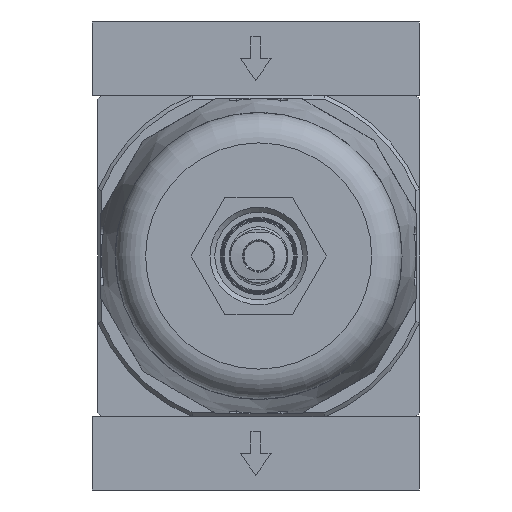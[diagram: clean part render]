
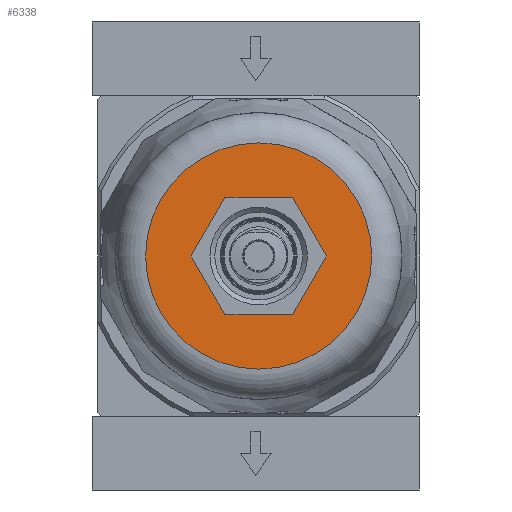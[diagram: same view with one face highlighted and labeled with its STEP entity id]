
A CAD part, front view. The second image highlights one B-rep face of the part: STEP entity #6338.
In plain terms, the highlighted planar face has unit normal (0, -1, 0).
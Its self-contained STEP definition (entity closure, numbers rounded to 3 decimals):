
#452=CIRCLE('',#6756,23.2);
#965=ORIENTED_EDGE('',*,*,#2082,.T.);
#966=ORIENTED_EDGE('',*,*,#2083,.T.);
#967=ORIENTED_EDGE('',*,*,#2084,.T.);
#968=ORIENTED_EDGE('',*,*,#2085,.T.);
#969=ORIENTED_EDGE('',*,*,#2086,.T.);
#970=ORIENTED_EDGE('',*,*,#2087,.T.);
#971=ORIENTED_EDGE('',*,*,#2088,.T.);
#2082=EDGE_CURVE('',#2670,#2670,#452,.T.);
#2083=EDGE_CURVE('',#2671,#2672,#3090,.T.);
#2084=EDGE_CURVE('',#2672,#2673,#3091,.T.);
#2085=EDGE_CURVE('',#2673,#2674,#3092,.T.);
#2086=EDGE_CURVE('',#2674,#2675,#3093,.T.);
#2087=EDGE_CURVE('',#2675,#2676,#3094,.T.);
#2088=EDGE_CURVE('',#2676,#2671,#3095,.T.);
#2670=VERTEX_POINT('',#9130);
#2671=VERTEX_POINT('',#9132);
#2672=VERTEX_POINT('',#9133);
#2673=VERTEX_POINT('',#9135);
#2674=VERTEX_POINT('',#9137);
#2675=VERTEX_POINT('',#9139);
#2676=VERTEX_POINT('',#9141);
#3090=LINE('',#9131,#3376);
#3091=LINE('',#9134,#3377);
#3092=LINE('',#9136,#3378);
#3093=LINE('',#9138,#3379);
#3094=LINE('',#9140,#3380);
#3095=LINE('',#9142,#3381);
#3376=VECTOR('',#7565,1000.);
#3377=VECTOR('',#7566,1000.);
#3378=VECTOR('',#7567,1000.);
#3379=VECTOR('',#7568,1000.);
#3380=VECTOR('',#7569,1000.);
#3381=VECTOR('',#7570,1000.);
#3687=EDGE_LOOP('',(#965));
#3688=EDGE_LOOP('',(#966,#967,#968,#969,#970,#971));
#4159=FACE_BOUND('',#3687,.T.);
#4160=FACE_BOUND('',#3688,.T.);
#4558=PLANE('',#6755);
#6338=ADVANCED_FACE('',(#4159,#4160),#4558,.F.);
#6755=AXIS2_PLACEMENT_3D('',#9128,#7561,#7562);
#6756=AXIS2_PLACEMENT_3D('',#9129,#7563,#7564);
#7561=DIRECTION('',(0.,1.,0.));
#7562=DIRECTION('',(0.,0.,1.));
#7563=DIRECTION('',(0.,-1.,0.));
#7564=DIRECTION('',(0.,0.,-1.));
#7565=DIRECTION('',(0.,0.,1.));
#7566=DIRECTION('',(0.866,0.,0.5));
#7567=DIRECTION('',(0.866,0.,-0.5));
#7568=DIRECTION('',(0.,0.,-1.));
#7569=DIRECTION('',(-0.866,0.,-0.5));
#7570=DIRECTION('',(-0.866,0.,0.5));
#9128=CARTESIAN_POINT('',(23.2,-165.,0.));
#9129=CARTESIAN_POINT('',(0.,-165.,0.));
#9130=CARTESIAN_POINT('',(0.,-165.,-23.2));
#9131=CARTESIAN_POINT('',(-12.,-165.,-6.928));
#9132=CARTESIAN_POINT('',(-12.,-165.,-6.928));
#9133=CARTESIAN_POINT('',(-12.,-165.,6.928));
#9134=CARTESIAN_POINT('',(-12.,-165.,6.928));
#9135=CARTESIAN_POINT('',(0.,-165.,13.856));
#9136=CARTESIAN_POINT('',(0.,-165.,13.856));
#9137=CARTESIAN_POINT('',(12.,-165.,6.928));
#9138=CARTESIAN_POINT('',(12.,-165.,6.928));
#9139=CARTESIAN_POINT('',(12.,-165.,-6.928));
#9140=CARTESIAN_POINT('',(12.,-165.,-6.928));
#9141=CARTESIAN_POINT('',(0.,-165.,-13.856));
#9142=CARTESIAN_POINT('',(0.,-165.,-13.856));
